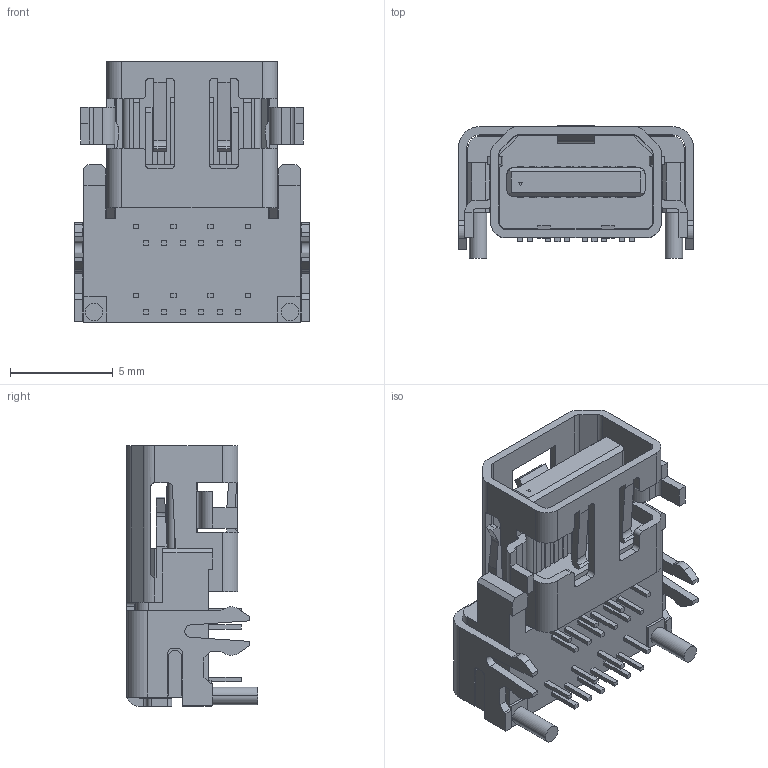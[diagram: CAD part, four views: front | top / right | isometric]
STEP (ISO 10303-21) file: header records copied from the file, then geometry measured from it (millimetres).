
FILE_DESCRIPTION((''),'2;1');
FILE_NAME('C-2129320-3','2014-01-28T',('workeradm'),('Tyco Electronics Ltd.'),'PRO/ENGINEER BY PARAMETRIC TECHNOLOGY CORPORATION, 2013050','PRO/ENGINEER BY PARAMETRIC TECHNOLOGY CORPORATION, 2013050','');
FILE_SCHEMA(('AUTOMOTIVE_DESIGN { 1 0 10303 214 1 1 1 1 }'));
Length unit declared in the file: millimetre
Products named in the file (1): C-2129320-3
Bounding box: 11.4 x 6.4 x 12.65 mm (x, y, z)
Volume: 412.1 mm3; surface area: 1014.5 mm2
Topology: 1 solids, 1 shells, 524 faces, 1509 edges, 998 vertices
Faces by surface type: plane 423, cylinder 99, cone 2
Entity records: 17257 total; most frequent: CARTESIAN_POINT 3173, ORIENTED_EDGE 3018, DIRECTION 2715, EDGE_CURVE 1509, VECTOR 1291, LINE 1291, VERTEX_POINT 998, AXIS2_PLACEMENT_3D 712
